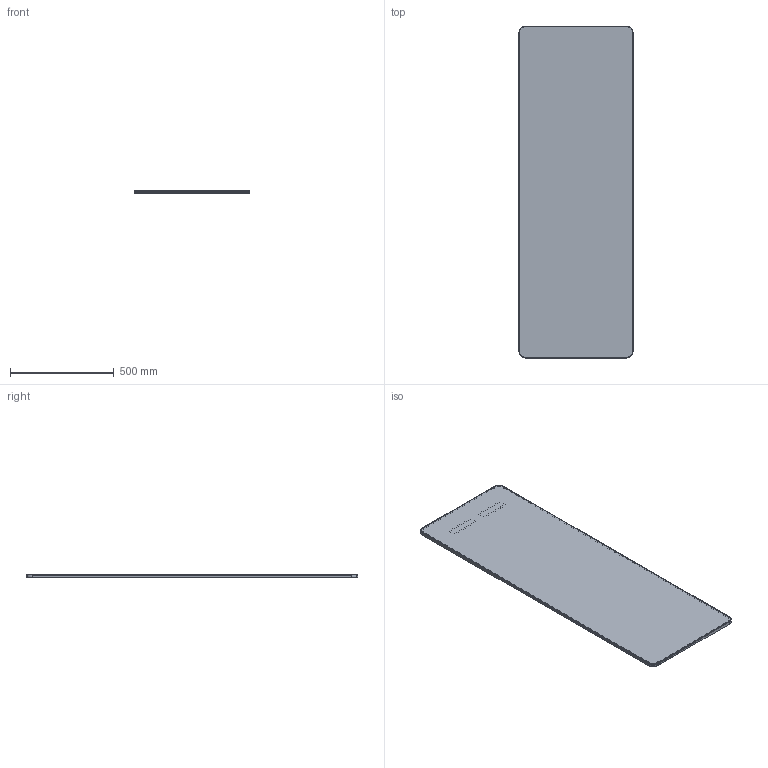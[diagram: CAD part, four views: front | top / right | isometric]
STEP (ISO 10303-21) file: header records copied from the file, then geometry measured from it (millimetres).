
FILE_DESCRIPTION (( 'STEP AP203' ), '1' );
FILE_NAME ('466 001 Refine Mirror 160x55.STEP', '2023-12-05T10:10:31', ( '' ), ( '' ), 'SwSTEP 2.0', 'SolidWorks 2023', '' );
FILE_SCHEMA (( 'CONFIG_CONTROL_DESIGN' ));
Length unit declared in the file: millimetre
Products named in the file (5): 466 301 Mirror Bracket; 466 300 Mirror Plate; 466 001 Refine Mirror 160x55; 466 200 Frame_466 204 Frame 550x1600; 466 200 Frame_466 224 Mirror for 550x1600
Assembly tree (6 placements, depth 2):
  466 001 Refine Mirror 160x55
    466 200 Frame_466 204 Frame 550x1600
    466 200 Frame_466 224 Mirror for 550x1600
    466 300 Mirror Plate  x2
    466 301 Mirror Bracket  x2
Bounding box: 550 x 1600 x 15.2 mm (x, y, z)
Volume: 3769846.7 mm3; surface area: 2012939.9 mm2
Topology: 6 solids, 6 shells, 223 faces, 514 edges, 301 vertices
Faces by surface type: plane 142, cylinder 73, torus 4, cone 4
Entity records: 5352 total; most frequent: DIRECTION 883, CARTESIAN_POINT 803, ORIENTED_EDGE 788, EDGE_CURVE 394, AXIS2_PLACEMENT_3D 301, VECTOR 281, LINE 281, VERTEX_POINT 221
